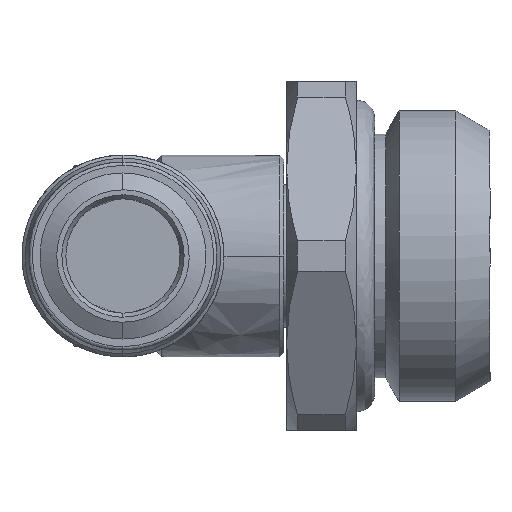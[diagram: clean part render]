
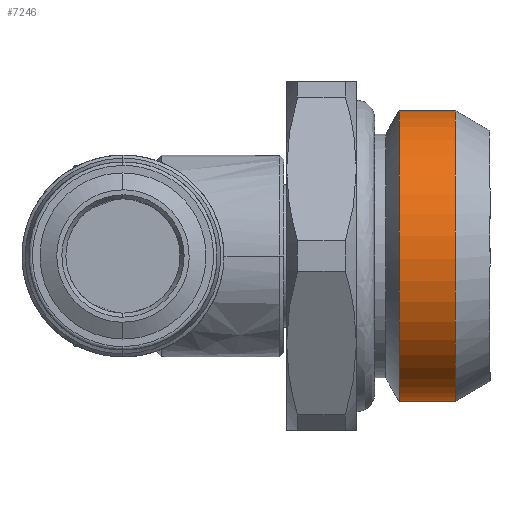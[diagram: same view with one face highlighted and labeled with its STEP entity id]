
A CAD part, left-side view. The second image highlights one B-rep face of the part: STEP entity #7246.
In plain terms, the highlighted free-form (B-spline) face has degree [1, 3] with [2, 4] control points.
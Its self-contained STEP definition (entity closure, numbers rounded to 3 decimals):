
#600 = CARTESIAN_POINT ( 'NONE',  ( -2.101, -19.621, 10.435 ) ) ;
#688 = CARTESIAN_POINT ( 'NONE',  ( -2.101, -19.621, 10.435 ) ) ;
#691 = CARTESIAN_POINT ( 'NONE',  ( -2.101, -19.621, 10.435 ) ) ;
#756 = B_SPLINE_CURVE_WITH_KNOTS ( 'NONE', 1,
 ( #5600, #7636 ),
 .UNSPECIFIED., .F., .F.,
 ( 2, 2 ),
 ( -1., 0. ),
 .UNSPECIFIED. ) ;
#804 =( BOUNDED_SURFACE ( )  B_SPLINE_SURFACE ( 1, 3, ( 
 ( #688, #9287, #6610, #8507 ),
 ( #6403, #6370, #7295, #3404 ) ),
 .UNSPECIFIED., .F., .F., .F. ) 
 B_SPLINE_SURFACE_WITH_KNOTS ( ( 2, 2 ),
 ( 4, 4 ),
 ( 0., 1. ),
 ( 0., 1. ),
 .UNSPECIFIED. ) 
 GEOMETRIC_REPRESENTATION_ITEM ( )  RATIONAL_B_SPLINE_SURFACE ( (
 ( 1., 0.333, 0.333, 1.),
 ( 1., 0.333, 0.333, 1.) ) ) 
 REPRESENTATION_ITEM ( '' )  SURFACE ( )  );
#977 =( BOUNDED_CURVE ( )  B_SPLINE_CURVE ( 3, ( #3314, #7125, #4245, #9388 ),
 .UNSPECIFIED., .F., .T. ) 
 B_SPLINE_CURVE_WITH_KNOTS ( ( 4, 4 ),
 ( -3.142, 0. ),
 .UNSPECIFIED. ) 
 CURVE ( )  GEOMETRIC_REPRESENTATION_ITEM ( )  RATIONAL_B_SPLINE_CURVE ( ( 1., 0.333, 0.333, 1. ) ) 
 REPRESENTATION_ITEM ( '' )  );
#1004 = VERTEX_POINT ( 'NONE', #691 ) ;
#1257 = CARTESIAN_POINT ( 'NONE',  ( -2.101, -23.663, 10.435 ) ) ;
#1510 = CARTESIAN_POINT ( 'NONE',  ( -2.101, -19.621, 10.435 ) ) ;
#1942 = ORIENTED_EDGE ( 'NONE', *, *, #7223, .F. ) ;
#3314 = CARTESIAN_POINT ( 'NONE',  ( -2.101, -23.663, 10.435 ) ) ;
#3404 = CARTESIAN_POINT ( 'NONE',  ( -2.101, -23.663, -10.435 ) ) ;
#3405 = ORIENTED_EDGE ( 'NONE', *, *, #4768, .F. ) ;
#3880 = CARTESIAN_POINT ( 'NONE',  ( -2.101, -19.621, -10.435 ) ) ;
#4088 = EDGE_CURVE ( 'NONE', #1004, #5542, #5999, .T. ) ;
#4245 = CARTESIAN_POINT ( 'NONE',  ( -22.971, -23.663, -10.435 ) ) ;
#4768 = EDGE_CURVE ( 'NONE', #5542, #8298, #977, .T. ) ;
#5240 = CARTESIAN_POINT ( 'NONE',  ( -22.971, -19.621, -10.435 ) ) ;
#5412 = EDGE_LOOP ( 'NONE', ( #6511, #1942, #3405, #9392 ) ) ;
#5542 = VERTEX_POINT ( 'NONE', #1257 ) ;
#5600 = CARTESIAN_POINT ( 'NONE',  ( -2.101, -23.663, -10.435 ) ) ;
#5843 = CARTESIAN_POINT ( 'NONE',  ( -2.101, -23.663, 10.435 ) ) ;
#5999 = B_SPLINE_CURVE_WITH_KNOTS ( 'NONE', 1,
 ( #600, #5843 ),
 .UNSPECIFIED., .F., .F.,
 ( 2, 2 ),
 ( -1., 0. ),
 .UNSPECIFIED. ) ;
#6015 = CARTESIAN_POINT ( 'NONE',  ( -2.101, -23.663, -10.435 ) ) ;
#6126 = CARTESIAN_POINT ( 'NONE',  ( -2.101, -19.621, -10.435 ) ) ;
#6370 = CARTESIAN_POINT ( 'NONE',  ( -22.971, -23.663, 10.435 ) ) ;
#6403 = CARTESIAN_POINT ( 'NONE',  ( -2.101, -23.663, 10.435 ) ) ;
#6509 = EDGE_CURVE ( 'NONE', #1004, #7568, #8753, .T. ) ;
#6511 = ORIENTED_EDGE ( 'NONE', *, *, #6509, .T. ) ;
#6610 = CARTESIAN_POINT ( 'NONE',  ( -22.971, -19.621, -10.435 ) ) ;
#7125 = CARTESIAN_POINT ( 'NONE',  ( -22.971, -23.663, 10.435 ) ) ;
#7223 = EDGE_CURVE ( 'NONE', #8298, #7568, #756, .T. ) ;
#7246 = ADVANCED_FACE ( 'NONE', ( #8601 ), #804, .F. ) ;
#7295 = CARTESIAN_POINT ( 'NONE',  ( -22.971, -23.663, -10.435 ) ) ;
#7424 = CARTESIAN_POINT ( 'NONE',  ( -22.971, -19.621, 10.435 ) ) ;
#7568 = VERTEX_POINT ( 'NONE', #6126 ) ;
#7636 = CARTESIAN_POINT ( 'NONE',  ( -2.101, -19.621, -10.435 ) ) ;
#8298 = VERTEX_POINT ( 'NONE', #6015 ) ;
#8507 = CARTESIAN_POINT ( 'NONE',  ( -2.101, -19.621, -10.435 ) ) ;
#8601 = FACE_OUTER_BOUND ( 'NONE', #5412, .T. ) ;
#8753 =( BOUNDED_CURVE ( )  B_SPLINE_CURVE ( 3, ( #1510, #7424, #5240, #3880 ),
 .UNSPECIFIED., .F., .F. ) 
 B_SPLINE_CURVE_WITH_KNOTS ( ( 4, 4 ),
 ( -3.142, 0. ),
 .UNSPECIFIED. ) 
 CURVE ( )  GEOMETRIC_REPRESENTATION_ITEM ( )  RATIONAL_B_SPLINE_CURVE ( ( 1., 0.333, 0.333, 1. ) ) 
 REPRESENTATION_ITEM ( '' )  );
#9287 = CARTESIAN_POINT ( 'NONE',  ( -22.971, -19.621, 10.435 ) ) ;
#9388 = CARTESIAN_POINT ( 'NONE',  ( -2.101, -23.663, -10.435 ) ) ;
#9392 = ORIENTED_EDGE ( 'NONE', *, *, #4088, .F. ) ;
